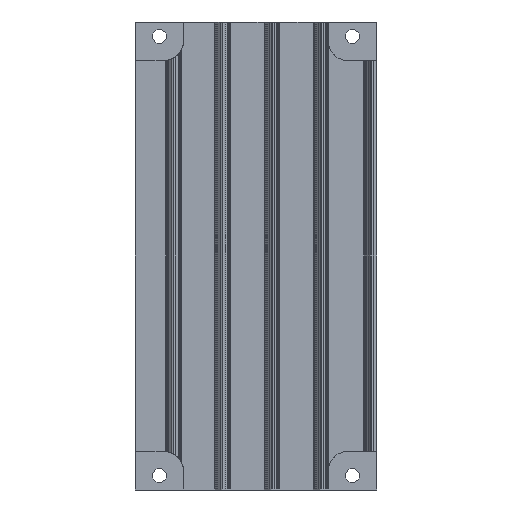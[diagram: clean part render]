
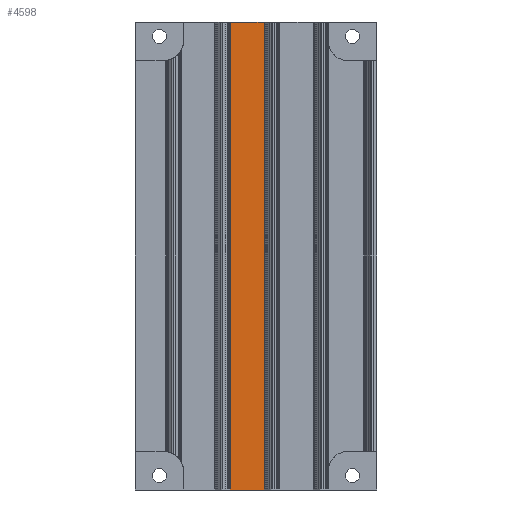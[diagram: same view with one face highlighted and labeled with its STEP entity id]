
A CAD part, front view. The second image highlights one B-rep face of the part: STEP entity #4598.
In plain terms, the highlighted planar face has unit normal (0, -1, 0).
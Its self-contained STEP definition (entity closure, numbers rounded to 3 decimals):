
#4598=ADVANCED_FACE('',(#9318),#9320,.T.);
#9318=FACE_BOUND('',#9319,.T.);
#9319=EDGE_LOOP('',(#13489,#13490,#13491,#13492));
#9320=PLANE('',#9321);
#9321=AXIS2_PLACEMENT_3D('',#9322,#9323,#9324);
#9322=CARTESIAN_POINT('',(-122.3,-7.,0.));
#9323=DIRECTION('',(0.,-1.,0.));
#9324=DIRECTION('',(1.,0.,0.));
#13489=ORIENTED_EDGE('',*,*,#15211,.T.);
#13490=ORIENTED_EDGE('',*,*,#15769,.F.);
#13491=ORIENTED_EDGE('',*,*,#14944,.T.);
#13492=ORIENTED_EDGE('',*,*,#15768,.F.);
#14944=EDGE_CURVE('',#17557,#17555,#17558,.T.);
#15211=EDGE_CURVE('',#18089,#18087,#18090,.F.);
#15768=EDGE_CURVE('',#18089,#17555,#18924,.T.);
#15769=EDGE_CURVE('',#17557,#18087,#18925,.T.);
#17555=VERTEX_POINT('',#22897);
#17557=VERTEX_POINT('',#22901);
#17558=LINE('',#22902,#22903);
#18087=VERTEX_POINT('',#23967);
#18089=VERTEX_POINT('',#23971);
#18090=LINE('',#23972,#23973);
#18924=LINE('',#25940,#25941);
#18925=LINE('',#25943,#25944);
#22897=CARTESIAN_POINT('',(-23.3,-7.,0.));
#22901=CARTESIAN_POINT('',(-30.3,-7.,0.));
#22902=CARTESIAN_POINT('',(-30.3,-7.,0.));
#22903=VECTOR('',#22904,1.);
#22904=DIRECTION('',(1.,0.,0.));
#23967=CARTESIAN_POINT('',(-30.3,-7.,97.));
#23971=CARTESIAN_POINT('',(-23.3,-7.,97.));
#23972=CARTESIAN_POINT('',(-30.3,-7.,97.));
#23973=VECTOR('',#23974,1.);
#23974=DIRECTION('',(1.,0.,0.));
#25940=CARTESIAN_POINT('',(-23.3,-7.,97.));
#25941=VECTOR('',#25942,1.);
#25942=DIRECTION('',(0.,0.,-1.));
#25943=CARTESIAN_POINT('',(-30.3,-7.,0.));
#25944=VECTOR('',#25945,1.);
#25945=DIRECTION('',(0.,0.,1.));
